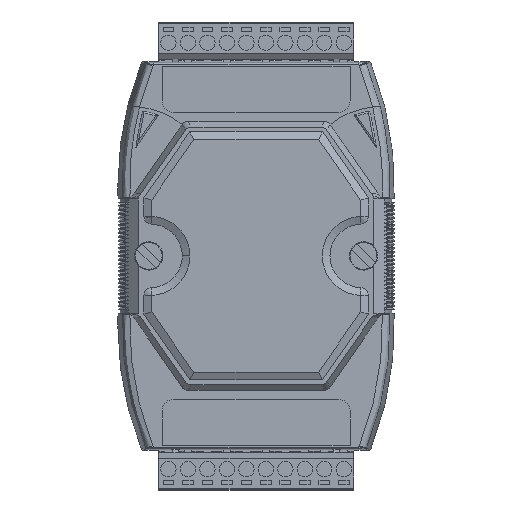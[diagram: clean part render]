
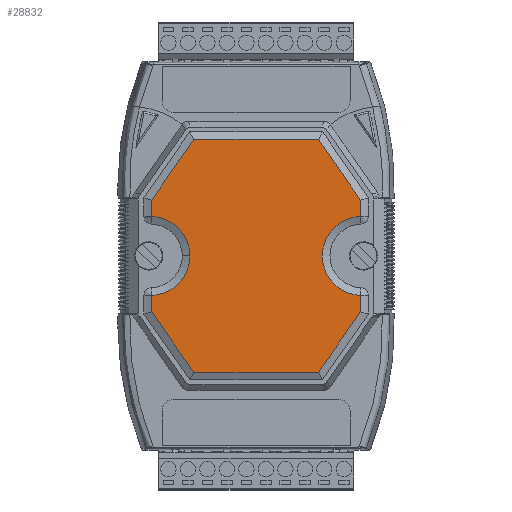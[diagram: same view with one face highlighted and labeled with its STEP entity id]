
A CAD part, top view. The second image highlights one B-rep face of the part: STEP entity #28832.
In plain terms, the highlighted planar face has unit normal (0, 0, 1).
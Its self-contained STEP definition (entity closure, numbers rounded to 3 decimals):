
#43 = LINE ( 'NONE', #15322, #72660 ) ;
#833 = ORIENTED_EDGE ( 'NONE', *, *, #42085, .T. ) ;
#1571 = VERTEX_POINT ( 'NONE', #38435 ) ;
#4226 = VERTEX_POINT ( 'NONE', #21575 ) ;
#5668 = EDGE_CURVE ( 'NONE', #48631, #100583, #35070, .T. ) ;
#10691 = EDGE_CURVE ( 'NONE', #4226, #20230, #91563, .T. ) ;
#10825 = LINE ( 'NONE', #27163, #80266 ) ;
#11856 = DIRECTION ( 'NONE',  ( 1., 0., 0. ) ) ;
#12126 = LINE ( 'NONE', #52717, #28188 ) ;
#12130 = VERTEX_POINT ( 'NONE', #44032 ) ;
#13176 = VECTOR ( 'NONE', #83136, 1000. ) ;
#13976 = CARTESIAN_POINT ( 'NONE',  ( -16.259, 30.35, 13.9 ) ) ;
#14053 = CARTESIAN_POINT ( 'NONE',  ( 27.25, 10.296, 13.9 ) ) ;
#14423 = EDGE_CURVE ( 'NONE', #100583, #53468, #87374, .T. ) ;
#14484 = VECTOR ( 'NONE', #62181, 1000. ) ;
#15322 = CARTESIAN_POINT ( 'NONE',  ( -27.608, 14.021, 13.9 ) ) ;
#15813 = ORIENTED_EDGE ( 'NONE', *, *, #58752, .T. ) ;
#17307 = ORIENTED_EDGE ( 'NONE', *, *, #92479, .T. ) ;
#18170 = EDGE_CURVE ( 'NONE', #62304, #70338, #67750, .T. ) ;
#18400 = DIRECTION ( 'NONE',  ( 0., 0., -1. ) ) ;
#18779 = LINE ( 'NONE', #99402, #90088 ) ;
#20230 = VERTEX_POINT ( 'NONE', #53149 ) ;
#21575 = CARTESIAN_POINT ( 'NONE',  ( -27.25, -10.296, 13.9 ) ) ;
#23109 = AXIS2_PLACEMENT_3D ( 'NONE', #53398, #37566, #29678 ) ;
#23395 = CARTESIAN_POINT ( 'NONE',  ( 16.259, 30.35, 13.9 ) ) ;
#23667 = VERTEX_POINT ( 'NONE', #82131 ) ;
#26162 = DIRECTION ( 'NONE',  ( 0., 1., 0. ) ) ;
#27163 = CARTESIAN_POINT ( 'NONE',  ( 17.305, -30.35, 13.9 ) ) ;
#27684 = DIRECTION ( 'NONE',  ( -0.571, 0.821, 0. ) ) ;
#28188 = VECTOR ( 'NONE', #76995, 1000. ) ;
#28832 = ADVANCED_FACE ( 'NONE', ( #61304 ), #60783, .T. ) ;
#29196 = VERTEX_POINT ( 'NONE', #44762 ) ;
#29678 = DIRECTION ( 'NONE',  ( 1., 0., 0. ) ) ;
#30645 = EDGE_CURVE ( 'NONE', #23667, #62304, #97896, .T. ) ;
#30753 = VERTEX_POINT ( 'NONE', #14053 ) ;
#31784 = VECTOR ( 'NONE', #26162, 1000. ) ;
#35070 = LINE ( 'NONE', #35567, #46873 ) ;
#35567 = CARTESIAN_POINT ( 'NONE',  ( 38.887, -2.208, 13.9 ) ) ;
#36867 = CARTESIAN_POINT ( 'NONE',  ( 27.25, -10.296, 13.9 ) ) ;
#37566 = DIRECTION ( 'NONE',  ( 0., 0., 1. ) ) ;
#38435 = CARTESIAN_POINT ( 'NONE',  ( -16.259, -30.35, 13.9 ) ) ;
#39242 = ORIENTED_EDGE ( 'NONE', *, *, #18170, .T. ) ;
#41366 = CARTESIAN_POINT ( 'NONE',  ( 27.25, -10.296, 13.9 ) ) ;
#41971 = ORIENTED_EDGE ( 'NONE', *, *, #43061, .T. ) ;
#42085 = EDGE_CURVE ( 'NONE', #12130, #77157, #54913, .T. ) ;
#42146 = DIRECTION ( 'NONE',  ( 1., 0., 0. ) ) ;
#42963 = EDGE_CURVE ( 'NONE', #1571, #23667, #10825, .T. ) ;
#43061 = EDGE_CURVE ( 'NONE', #70338, #30753, #98724, .T. ) ;
#43629 = CARTESIAN_POINT ( 'NONE',  ( 27.608, -14.021, 13.9 ) ) ;
#44032 = CARTESIAN_POINT ( 'NONE',  ( -27.25, 10.296, 13.9 ) ) ;
#44762 = CARTESIAN_POINT ( 'NONE',  ( -27.25, 14.536, 13.9 ) ) ;
#45472 = ORIENTED_EDGE ( 'NONE', *, *, #84868, .T. ) ;
#45585 = CARTESIAN_POINT ( 'NONE',  ( 27.55, 0., 13.9 ) ) ;
#46629 = AXIS2_PLACEMENT_3D ( 'NONE', #45585, #54033, #85660 ) ;
#46873 = VECTOR ( 'NONE', #27684, 1000. ) ;
#47755 = CIRCLE ( 'NONE', #94847, 10.3 ) ;
#48631 = VERTEX_POINT ( 'NONE', #66499 ) ;
#49670 = ORIENTED_EDGE ( 'NONE', *, *, #42963, .T. ) ;
#51511 = DIRECTION ( 'NONE',  ( 0., -1., 0. ) ) ;
#52717 = CARTESIAN_POINT ( 'NONE',  ( -11.486, -37.218, 13.9 ) ) ;
#52808 = ORIENTED_EDGE ( 'NONE', *, *, #60598, .T. ) ;
#53149 = CARTESIAN_POINT ( 'NONE',  ( -27.25, -14.536, 13.9 ) ) ;
#53398 = CARTESIAN_POINT ( 'NONE',  ( 27.25, -10.296, 13.9 ) ) ;
#53468 = VERTEX_POINT ( 'NONE', #13976 ) ;
#53747 = LINE ( 'NONE', #36867, #14484 ) ;
#54033 = DIRECTION ( 'NONE',  ( 0., 0., -1. ) ) ;
#54705 = CARTESIAN_POINT ( 'NONE',  ( -17.305, 30.35, 13.9 ) ) ;
#54913 = CIRCLE ( 'NONE', #100310, 10.3 ) ;
#55358 = ORIENTED_EDGE ( 'NONE', *, *, #10691, .T. ) ;
#58752 = EDGE_CURVE ( 'NONE', #30753, #48631, #53747, .T. ) ;
#60598 = EDGE_CURVE ( 'NONE', #20230, #1571, #12126, .T. ) ;
#60783 = PLANE ( 'NONE',  #23109 ) ;
#61000 = CARTESIAN_POINT ( 'NONE',  ( -27.25, -10.296, 13.9 ) ) ;
#61304 = FACE_OUTER_BOUND ( 'NONE', #84566, .T. ) ;
#62181 = DIRECTION ( 'NONE',  ( 0., 1., 0. ) ) ;
#62304 = VERTEX_POINT ( 'NONE', #75704 ) ;
#62986 = CARTESIAN_POINT ( 'NONE',  ( -27.55, 0., 13.9 ) ) ;
#66499 = CARTESIAN_POINT ( 'NONE',  ( 27.25, 14.536, 13.9 ) ) ;
#67750 = LINE ( 'NONE', #92010, #31784 ) ;
#68745 = CARTESIAN_POINT ( 'NONE',  ( -17.25, 0., 13.9 ) ) ;
#70338 = VERTEX_POINT ( 'NONE', #41366 ) ;
#71140 = ORIENTED_EDGE ( 'NONE', *, *, #5668, .T. ) ;
#72660 = VECTOR ( 'NONE', #102832, 1000. ) ;
#75704 = CARTESIAN_POINT ( 'NONE',  ( 27.25, -14.536, 13.9 ) ) ;
#76995 = DIRECTION ( 'NONE',  ( 0.571, -0.821, 0. ) ) ;
#77157 = VERTEX_POINT ( 'NONE', #68745 ) ;
#77912 = ORIENTED_EDGE ( 'NONE', *, *, #87779, .T. ) ;
#80266 = VECTOR ( 'NONE', #11856, 1000. ) ;
#81851 = VECTOR ( 'NONE', #86852, 1000. ) ;
#82131 = CARTESIAN_POINT ( 'NONE',  ( 16.259, -30.35, 13.9 ) ) ;
#83136 = DIRECTION ( 'NONE',  ( 0.571, 0.821, 0. ) ) ;
#83215 = CARTESIAN_POINT ( 'NONE',  ( -27.55, 0., 13.9 ) ) ;
#84566 = EDGE_LOOP ( 'NONE', ( #55358, #52808, #49670, #87130, #39242, #41971, #15813, #71140, #97221, #45472, #17307, #833, #77912 ) ) ;
#84868 = EDGE_CURVE ( 'NONE', #53468, #29196, #43, .T. ) ;
#85660 = DIRECTION ( 'NONE',  ( 1., 0., 0. ) ) ;
#86852 = DIRECTION ( 'NONE',  ( -1., 0., 0. ) ) ;
#87130 = ORIENTED_EDGE ( 'NONE', *, *, #30645, .T. ) ;
#87374 = LINE ( 'NONE', #54705, #81851 ) ;
#87779 = EDGE_CURVE ( 'NONE', #77157, #4226, #47755, .T. ) ;
#90088 = VECTOR ( 'NONE', #100446, 1000. ) ;
#91563 = LINE ( 'NONE', #61000, #100353 ) ;
#92010 = CARTESIAN_POINT ( 'NONE',  ( 27.25, -10.296, 13.9 ) ) ;
#92479 = EDGE_CURVE ( 'NONE', #29196, #12130, #18779, .T. ) ;
#94847 = AXIS2_PLACEMENT_3D ( 'NONE', #62986, #96654, #95104 ) ;
#95104 = DIRECTION ( 'NONE',  ( 1., 0., 0. ) ) ;
#96654 = DIRECTION ( 'NONE',  ( 0., 0., -1. ) ) ;
#97221 = ORIENTED_EDGE ( 'NONE', *, *, #14423, .T. ) ;
#97896 = LINE ( 'NONE', #43629, #13176 ) ;
#98724 = CIRCLE ( 'NONE', #46629, 10.3 ) ;
#99402 = CARTESIAN_POINT ( 'NONE',  ( -27.25, 10.296, 13.9 ) ) ;
#100310 = AXIS2_PLACEMENT_3D ( 'NONE', #83215, #18400, #42146 ) ;
#100353 = VECTOR ( 'NONE', #51511, 1000. ) ;
#100446 = DIRECTION ( 'NONE',  ( 0., -1., 0. ) ) ;
#100583 = VERTEX_POINT ( 'NONE', #23395 ) ;
#102832 = DIRECTION ( 'NONE',  ( -0.571, -0.821, 0. ) ) ;
